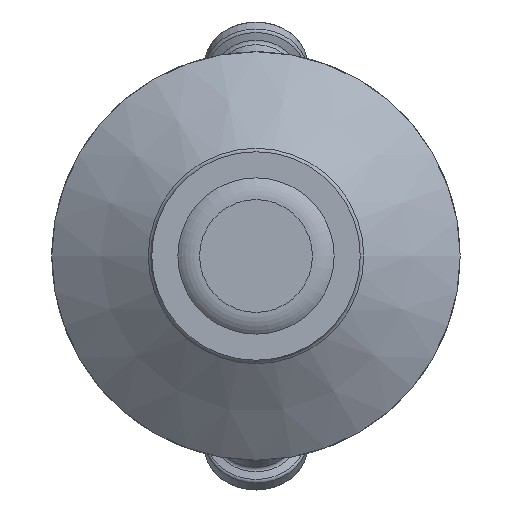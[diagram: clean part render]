
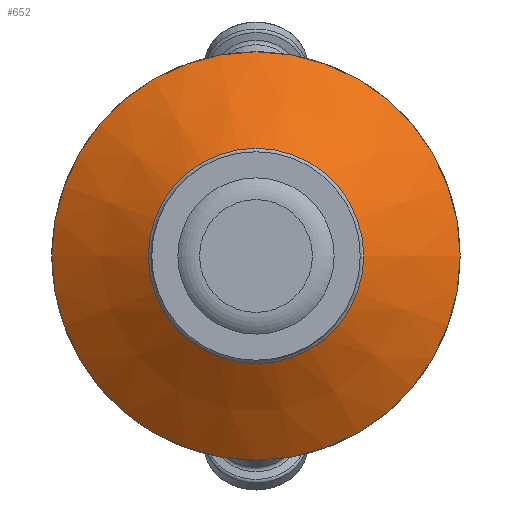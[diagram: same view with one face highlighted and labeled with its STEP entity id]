
A CAD part, front view. The second image highlights one B-rep face of the part: STEP entity #652.
In plain terms, the highlighted conical face has half-angle 55.079 degrees and reference radius 37.575 mm.
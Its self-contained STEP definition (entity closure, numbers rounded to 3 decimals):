
#42=CONICAL_SURFACE('',#735,37.575,0.961);
#69=CIRCLE('',#732,26.255);
#70=CIRCLE('',#733,26.255);
#71=CIRCLE('',#736,49.75);
#114=FACE_OUTER_BOUND('',#157,.T.);
#157=EDGE_LOOP('',(#457,#458,#459,#460,#461));
#203=LINE('',#1117,#235);
#235=VECTOR('',#889,37.575);
#278=VERTEX_POINT('',#1107);
#279=VERTEX_POINT('',#1109);
#280=VERTEX_POINT('',#1115);
#345=EDGE_CURVE('',#278,#279,#69,.T.);
#346=EDGE_CURVE('',#279,#278,#70,.T.);
#348=EDGE_CURVE('',#280,#280,#71,.T.);
#349=EDGE_CURVE('',#280,#279,#203,.T.);
#457=ORIENTED_EDGE('',*,*,#348,.F.);
#458=ORIENTED_EDGE('',*,*,#349,.T.);
#459=ORIENTED_EDGE('',*,*,#345,.F.);
#460=ORIENTED_EDGE('',*,*,#346,.F.);
#461=ORIENTED_EDGE('',*,*,#349,.F.);
#652=ADVANCED_FACE('',(#114),#42,.T.);
#732=AXIS2_PLACEMENT_3D('',#1110,#878,#879);
#733=AXIS2_PLACEMENT_3D('',#1111,#880,#881);
#735=AXIS2_PLACEMENT_3D('',#1114,#885,#886);
#736=AXIS2_PLACEMENT_3D('',#1116,#887,#888);
#878=DIRECTION('center_axis',(0.,-1.,0.));
#879=DIRECTION('ref_axis',(1.,0.,0.));
#880=DIRECTION('center_axis',(0.,-1.,0.));
#881=DIRECTION('ref_axis',(1.,0.,0.));
#885=DIRECTION('center_axis',(0.,1.,0.));
#886=DIRECTION('ref_axis',(-1.,0.,0.));
#887=DIRECTION('center_axis',(0.,1.,0.));
#888=DIRECTION('ref_axis',(-1.,0.,0.));
#889=DIRECTION('',(-0.82,-0.572,0.));
#1107=CARTESIAN_POINT('',(-0.096,18.9,-26.339));
#1109=CARTESIAN_POINT('',(26.16,18.9,-0.084));
#1110=CARTESIAN_POINT('Origin',(-0.096,18.9,-0.084));
#1111=CARTESIAN_POINT('Origin',(-0.096,18.9,-0.084));
#1114=CARTESIAN_POINT('Origin',(-0.096,26.803,-0.084));
#1115=CARTESIAN_POINT('',(49.654,35.303,-0.084));
#1116=CARTESIAN_POINT('Origin',(-0.096,35.303,-0.084));
#1117=CARTESIAN_POINT('',(37.479,26.803,-0.084));
